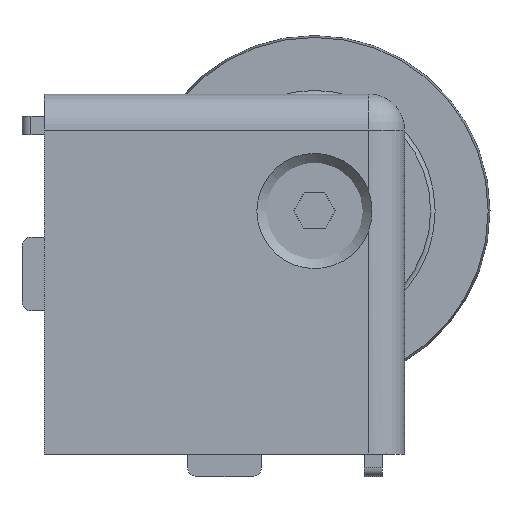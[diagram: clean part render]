
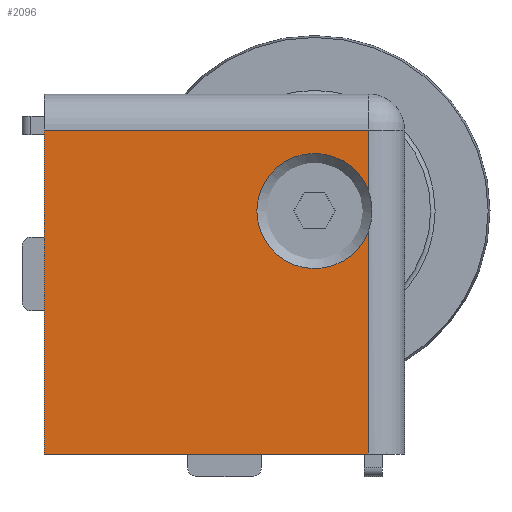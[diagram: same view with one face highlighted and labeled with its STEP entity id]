
A CAD part, left-side view. The second image highlights one B-rep face of the part: STEP entity #2096.
In plain terms, the highlighted planar face has unit normal (-1, 0, 0).
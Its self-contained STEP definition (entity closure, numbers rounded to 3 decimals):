
#51=LINE('',#3241,#228);
#53=LINE('',#3249,#230);
#63=LINE('',#3273,#240);
#86=LINE('',#3338,#263);
#115=LINE('',#3449,#292);
#228=VECTOR('',#2616,1000.);
#230=VECTOR('',#2622,1000.);
#240=VECTOR('',#2638,1000.);
#263=VECTOR('',#2671,1000.);
#292=VECTOR('',#2744,1000.);
#660=ORIENTED_EDGE('',*,*,#1176,.T.);
#661=ORIENTED_EDGE('',*,*,#1089,.F.);
#662=ORIENTED_EDGE('',*,*,#1177,.T.);
#663=ORIENTED_EDGE('',*,*,#1129,.T.);
#664=ORIENTED_EDGE('',*,*,#1101,.T.);
#665=ORIENTED_EDGE('',*,*,#1085,.F.);
#1085=EDGE_CURVE('',#1362,#1364,#51,.T.);
#1089=EDGE_CURVE('',#1367,#1363,#53,.T.);
#1101=EDGE_CURVE('',#1379,#1364,#63,.T.);
#1129=EDGE_CURVE('',#1405,#1379,#86,.T.);
#1176=EDGE_CURVE('',#1362,#1363,#1566,.T.);
#1177=EDGE_CURVE('',#1367,#1405,#115,.F.);
#1362=VERTEX_POINT('',#3239);
#1363=VERTEX_POINT('',#3240);
#1364=VERTEX_POINT('',#3242);
#1367=VERTEX_POINT('',#3248);
#1379=VERTEX_POINT('',#3274);
#1405=VERTEX_POINT('',#3339);
#1566=CIRCLE('',#2327,6.4);
#1699=EDGE_LOOP('',(#660,#661,#662,#663,#664,#665));
#1880=FACE_BOUND('',#1699,.T.);
#2002=PLANE('',#2326);
#2096=ADVANCED_FACE('',(#1880),#2002,.F.);
#2326=AXIS2_PLACEMENT_3D('',#3447,#2740,#2741);
#2327=AXIS2_PLACEMENT_3D('',#3448,#2742,#2743);
#2616=DIRECTION('',(0.,0.,-1.));
#2622=DIRECTION('',(0.,0.,-1.));
#2638=DIRECTION('',(0.,-1.,0.));
#2671=DIRECTION('',(0.,0.,-1.));
#2740=DIRECTION('',(1.,0.,0.));
#2741=DIRECTION('',(0.,0.,-1.));
#2742=DIRECTION('',(1.,0.,0.));
#2743=DIRECTION('',(0.,0.,-1.));
#2744=DIRECTION('',(0.,-1.,0.));
#3239=CARTESIAN_POINT('',(-20.,-36.,4.773));
#3240=CARTESIAN_POINT('',(-20.,-36.,9.227));
#3241=CARTESIAN_POINT('',(-20.,-36.,20.));
#3242=CARTESIAN_POINT('',(-20.,-36.,-20.));
#3248=CARTESIAN_POINT('',(-20.,-36.,16.));
#3249=CARTESIAN_POINT('',(-20.,-36.,20.));
#3273=CARTESIAN_POINT('',(-20.,0.,-20.));
#3274=CARTESIAN_POINT('',(-20.,0.,-20.));
#3338=CARTESIAN_POINT('',(-20.,0.,20.));
#3339=CARTESIAN_POINT('',(-20.,0.,16.));
#3447=CARTESIAN_POINT('',(-20.,0.,20.));
#3448=CARTESIAN_POINT('',(-20.,-30.,7.));
#3449=CARTESIAN_POINT('',(-20.,0.,16.));
